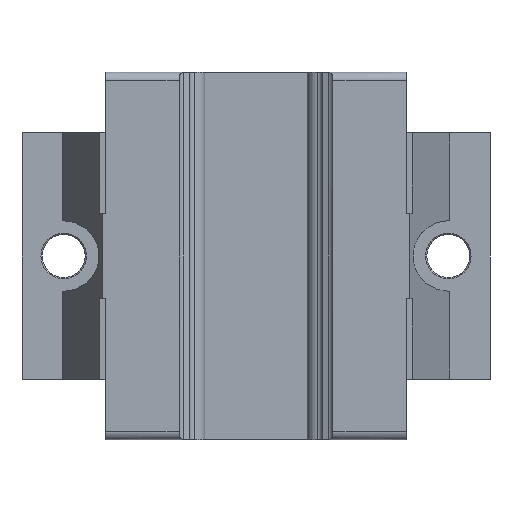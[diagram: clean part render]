
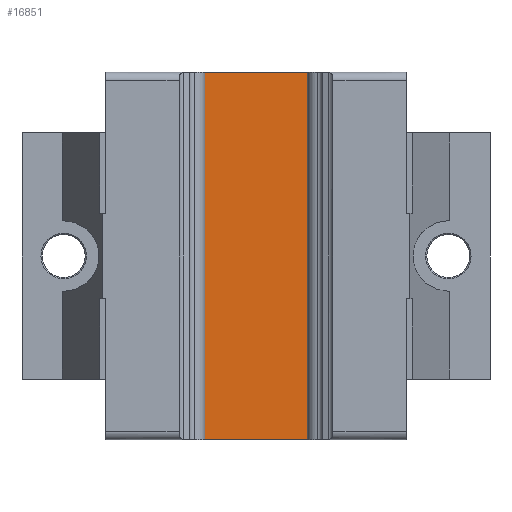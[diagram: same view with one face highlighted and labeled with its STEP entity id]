
A CAD part, front view. The second image highlights one B-rep face of the part: STEP entity #16851.
In plain terms, the highlighted planar face has unit normal (0, -1, 0).
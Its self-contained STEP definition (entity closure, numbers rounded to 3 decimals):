
#874 = CARTESIAN_POINT ( 'NONE',  ( 8.834, 9.2, -9.5 ) ) ;
#883 = PLANE ( 'NONE',  #8047 ) ;
#887 = DIRECTION ( 'NONE',  ( 0., 1., 0. ) ) ;
#888 = DIRECTION ( 'NONE',  ( 0., 0., 1. ) ) ;
#1154 = FACE_OUTER_BOUND ( 'NONE', #12316, .T. ) ;
#1260 = EDGE_CURVE ( 'NONE', #3603, #3385, #4701, .T. ) ;
#1680 = EDGE_CURVE ( 'NONE', #14538, #14521, #14283, .T. ) ;
#2183 = DIRECTION ( 'NONE',  ( -1., 0., 0. ) ) ;
#2186 = CARTESIAN_POINT ( 'NONE',  ( -23.5, 9.2, -9.45 ) ) ;
#3385 = VERTEX_POINT ( 'NONE', #8771 ) ;
#3603 = VERTEX_POINT ( 'NONE', #5525 ) ;
#4700 = VECTOR ( 'NONE', #2183, 1000. ) ;
#4701 = LINE ( 'NONE', #2186, #4700 ) ;
#5525 = CARTESIAN_POINT ( 'NONE',  ( 8.834, 9.2, -9.45 ) ) ;
#8047 = AXIS2_PLACEMENT_3D ( 'NONE', #874, #887, #888 ) ;
#8771 = CARTESIAN_POINT ( 'NONE',  ( -8.834, 9.2, -9.45 ) ) ;
#9522 = LINE ( 'NONE', #15009, #9611 ) ;
#9527 = LINE ( 'NONE', #15007, #9613 ) ;
#9611 = VECTOR ( 'NONE', #15012, 1000. ) ;
#9613 = VECTOR ( 'NONE', #15010, 1000. ) ;
#10633 = ORIENTED_EDGE ( 'NONE', *, *, #1260, .F. ) ;
#10661 = ORIENTED_EDGE ( 'NONE', *, *, #12042, .F. ) ;
#10663 = ORIENTED_EDGE ( 'NONE', *, *, #12043, .T. ) ;
#10713 = ORIENTED_EDGE ( 'NONE', *, *, #1680, .F. ) ;
#12042 = EDGE_CURVE ( 'NONE', #3385, #14538, #9527, .T. ) ;
#12043 = EDGE_CURVE ( 'NONE', #3603, #14521, #9522, .T. ) ;
#12316 = EDGE_LOOP ( 'NONE', ( #10663, #10713, #10661, #10633 ) ) ;
#14282 = VECTOR ( 'NONE', #16721, 1000. ) ;
#14283 = LINE ( 'NONE', #16722, #14282 ) ;
#14521 = VERTEX_POINT ( 'NONE', #15064 ) ;
#14538 = VERTEX_POINT ( 'NONE', #15081 ) ;
#15007 = CARTESIAN_POINT ( 'NONE',  ( -8.834, 9.2, -9.5 ) ) ;
#15009 = CARTESIAN_POINT ( 'NONE',  ( 8.834, 9.2, -9.5 ) ) ;
#15010 = DIRECTION ( 'NONE',  ( 0., 0., 1. ) ) ;
#15012 = DIRECTION ( 'NONE',  ( 0., 0., 1. ) ) ;
#15064 = CARTESIAN_POINT ( 'NONE',  ( 8.834, 9.2, 47.85 ) ) ;
#15081 = CARTESIAN_POINT ( 'NONE',  ( -8.834, 9.2, 47.85 ) ) ;
#16721 = DIRECTION ( 'NONE',  ( 1., 0., 0. ) ) ;
#16722 = CARTESIAN_POINT ( 'NONE',  ( -23.5, 9.2, 47.85 ) ) ;
#16851 = ADVANCED_FACE ( 'NONE', ( #1154 ), #883, .F. ) ;
